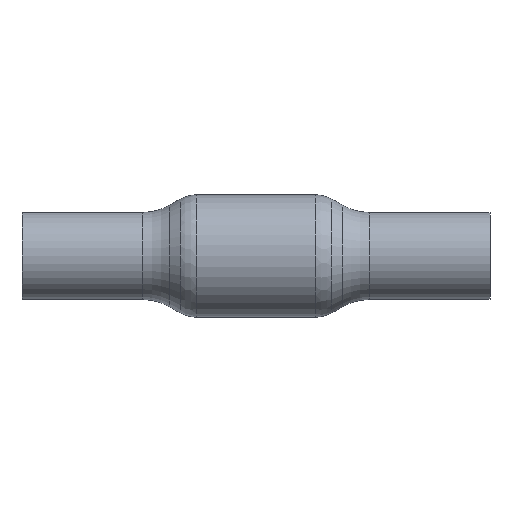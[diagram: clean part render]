
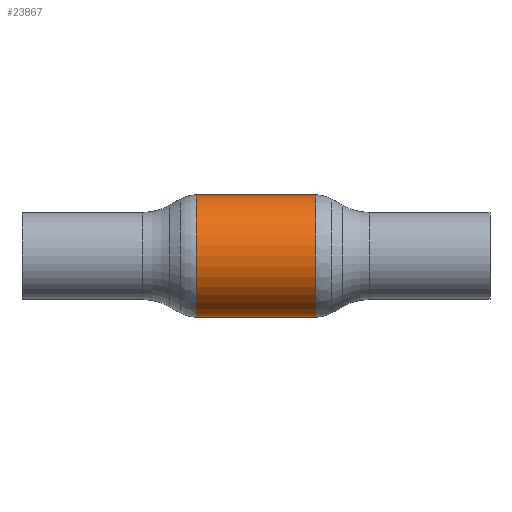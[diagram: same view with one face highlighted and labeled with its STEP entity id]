
A CAD part, front view. The second image highlights one B-rep face of the part: STEP entity #23867.
In plain terms, the highlighted cylindrical face has radius 34 mm (diameter 68 mm), a partial arc.
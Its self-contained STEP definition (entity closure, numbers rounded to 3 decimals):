
#5697 = ORIENTED_EDGE ( 'NONE', *, *, #56828, .T. ) ;
#7610 = EDGE_CURVE ( 'NONE', #60874, #10557, #65813, .T. ) ;
#7637 = VERTEX_POINT ( 'NONE', #40445 ) ;
#9883 = ORIENTED_EDGE ( 'NONE', *, *, #41998, .F. ) ;
#10557 = VERTEX_POINT ( 'NONE', #94452 ) ;
#15248 = VECTOR ( 'NONE', #67903, 1000. ) ;
#15825 = DIRECTION ( 'NONE',  ( 0., 0., 1. ) ) ;
#22697 = DIRECTION ( 'NONE',  ( -1., 0., 0. ) ) ;
#23118 = CYLINDRICAL_SURFACE ( 'NONE', #74385, 34. ) ;
#23405 = DIRECTION ( 'NONE',  ( -1., 0., 0. ) ) ;
#23867 = ADVANCED_FACE ( 'NONE', ( #101051 ), #23118, .T. ) ;
#24222 = DIRECTION ( 'NONE',  ( -1., 0., 0. ) ) ;
#24733 = VERTEX_POINT ( 'NONE', #80965 ) ;
#25685 = CIRCLE ( 'NONE', #32131, 34. ) ;
#29289 = EDGE_LOOP ( 'NONE', ( #30629, #90777, #5697, #9883 ) ) ;
#30629 = ORIENTED_EDGE ( 'NONE', *, *, #7610, .F. ) ;
#32131 = AXIS2_PLACEMENT_3D ( 'NONE', #97904, #98952, #87824 ) ;
#35473 = CARTESIAN_POINT ( 'NONE',  ( -62.69, 0., 34. ) ) ;
#38189 = CARTESIAN_POINT ( 'NONE',  ( 33.177, 0., 0. ) ) ;
#40445 = CARTESIAN_POINT ( 'NONE',  ( 33.177, 0., 34. ) ) ;
#41998 = EDGE_CURVE ( 'NONE', #10557, #24733, #25685, .T. ) ;
#55463 = CARTESIAN_POINT ( 'NONE',  ( -62.69, 0., 0. ) ) ;
#56828 = EDGE_CURVE ( 'NONE', #7637, #24733, #90639, .T. ) ;
#60874 = VERTEX_POINT ( 'NONE', #96450 ) ;
#65813 = LINE ( 'NONE', #71526, #76903 ) ;
#67903 = DIRECTION ( 'NONE',  ( -1., 0., 0. ) ) ;
#71526 = CARTESIAN_POINT ( 'NONE',  ( -62.69, 0., -34. ) ) ;
#74385 = AXIS2_PLACEMENT_3D ( 'NONE', #55463, #23405, #15825 ) ;
#76903 = VECTOR ( 'NONE', #24222, 1000. ) ;
#78838 = AXIS2_PLACEMENT_3D ( 'NONE', #38189, #22697, #93156 ) ;
#80965 = CARTESIAN_POINT ( 'NONE',  ( -33.177, 0., 34. ) ) ;
#87824 = DIRECTION ( 'NONE',  ( 0., 0., 1. ) ) ;
#90639 = LINE ( 'NONE', #35473, #15248 ) ;
#90777 = ORIENTED_EDGE ( 'NONE', *, *, #101782, .T. ) ;
#93156 = DIRECTION ( 'NONE',  ( 0., 0., 1. ) ) ;
#94452 = CARTESIAN_POINT ( 'NONE',  ( -33.177, 0., -34. ) ) ;
#96450 = CARTESIAN_POINT ( 'NONE',  ( 33.177, 0., -34. ) ) ;
#97598 = CIRCLE ( 'NONE', #78838, 34. ) ;
#97904 = CARTESIAN_POINT ( 'NONE',  ( -33.177, 0., 0. ) ) ;
#98952 = DIRECTION ( 'NONE',  ( -1., 0., 0. ) ) ;
#101051 = FACE_OUTER_BOUND ( 'NONE', #29289, .T. ) ;
#101782 = EDGE_CURVE ( 'NONE', #60874, #7637, #97598, .T. ) ;
